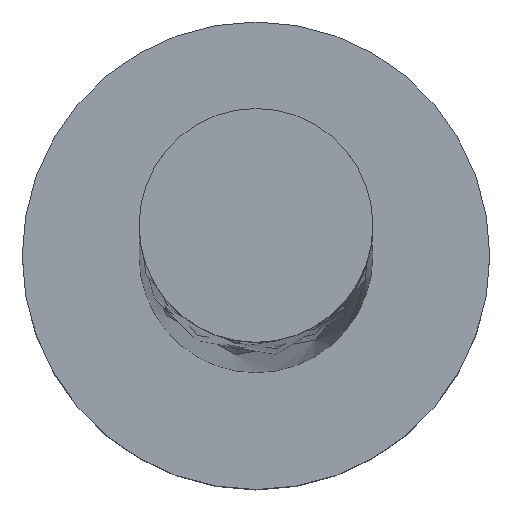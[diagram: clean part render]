
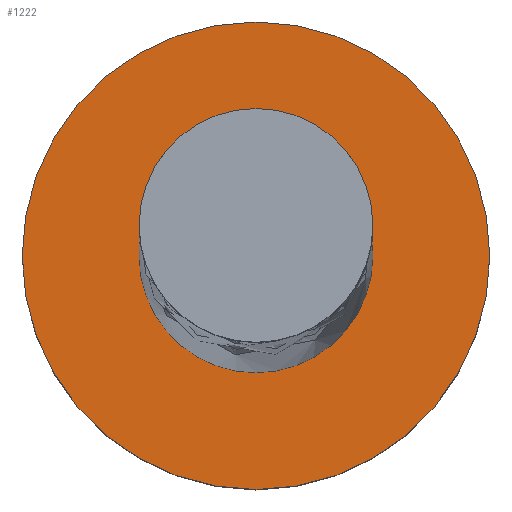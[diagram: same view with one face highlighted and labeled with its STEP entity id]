
A CAD part, top view. The second image highlights one B-rep face of the part: STEP entity #1222.
In plain terms, the highlighted planar face has unit normal (0, 0, 1).
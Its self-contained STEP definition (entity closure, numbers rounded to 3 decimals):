
#26 = DIRECTION ( 'NONE',  ( 0., 0., 1. ) ) ;
#42 = CIRCLE ( 'NONE', #1357, 2. ) ;
#168 = AXIS2_PLACEMENT_3D ( 'NONE', #990, #26, #285 ) ;
#194 = CIRCLE ( 'NONE', #679, 1. ) ;
#203 = VERTEX_POINT ( 'NONE', #1117 ) ;
#209 = DIRECTION ( 'NONE',  ( 1., 0., 0. ) ) ;
#264 = CARTESIAN_POINT ( 'NONE',  ( 0., 0., 2. ) ) ;
#275 = ORIENTED_EDGE ( 'NONE', *, *, #1179, .T. ) ;
#285 = DIRECTION ( 'NONE',  ( 1., 0., 0. ) ) ;
#298 = VERTEX_POINT ( 'NONE', #873 ) ;
#343 = EDGE_CURVE ( 'NONE', #562, #298, #1093, .T. ) ;
#384 = PLANE ( 'NONE',  #168 ) ;
#416 = DIRECTION ( 'NONE',  ( 1., 0., 0. ) ) ;
#455 = EDGE_CURVE ( 'NONE', #1505, #203, #943, .T. ) ;
#562 = VERTEX_POINT ( 'NONE', #960 ) ;
#639 = CARTESIAN_POINT ( 'NONE',  ( 0., 0., 2. ) ) ;
#679 = AXIS2_PLACEMENT_3D ( 'NONE', #639, #1383, #1234 ) ;
#685 = AXIS2_PLACEMENT_3D ( 'NONE', #991, #1123, #416 ) ;
#707 = ORIENTED_EDGE ( 'NONE', *, *, #343, .T. ) ;
#746 = FACE_BOUND ( 'NONE', #1323, .T. ) ;
#873 = CARTESIAN_POINT ( 'NONE',  ( -2., 0., 2. ) ) ;
#920 = CARTESIAN_POINT ( 'NONE',  ( 0., 0., 2. ) ) ;
#937 = ORIENTED_EDGE ( 'NONE', *, *, #455, .F. ) ;
#943 = CIRCLE ( 'NONE', #1532, 1. ) ;
#960 = CARTESIAN_POINT ( 'NONE',  ( 2., 0., 2. ) ) ;
#961 = DIRECTION ( 'NONE',  ( 1., 0., 0. ) ) ;
#962 = EDGE_LOOP ( 'NONE', ( #275, #707 ) ) ;
#990 = CARTESIAN_POINT ( 'NONE',  ( 0., 0., 2. ) ) ;
#991 = CARTESIAN_POINT ( 'NONE',  ( 0., 0., 2. ) ) ;
#1019 = DIRECTION ( 'NONE',  ( 0., 0., 1. ) ) ;
#1093 = CIRCLE ( 'NONE', #685, 2. ) ;
#1097 = DIRECTION ( 'NONE',  ( 0., 0., 1. ) ) ;
#1117 = CARTESIAN_POINT ( 'NONE',  ( -1., 0., 2. ) ) ;
#1123 = DIRECTION ( 'NONE',  ( 0., 0., 1. ) ) ;
#1179 = EDGE_CURVE ( 'NONE', #298, #562, #42, .T. ) ;
#1186 = CARTESIAN_POINT ( 'NONE',  ( 1., 0., 2. ) ) ;
#1222 = ADVANCED_FACE ( 'NONE', ( #746, #1227 ), #384, .T. ) ;
#1227 = FACE_OUTER_BOUND ( 'NONE', #962, .T. ) ;
#1234 = DIRECTION ( 'NONE',  ( 1., 0., 0. ) ) ;
#1315 = ORIENTED_EDGE ( 'NONE', *, *, #1434, .F. ) ;
#1323 = EDGE_LOOP ( 'NONE', ( #1315, #937 ) ) ;
#1357 = AXIS2_PLACEMENT_3D ( 'NONE', #264, #1097, #961 ) ;
#1383 = DIRECTION ( 'NONE',  ( 0., 0., 1. ) ) ;
#1434 = EDGE_CURVE ( 'NONE', #203, #1505, #194, .T. ) ;
#1505 = VERTEX_POINT ( 'NONE', #1186 ) ;
#1532 = AXIS2_PLACEMENT_3D ( 'NONE', #920, #1019, #209 ) ;
